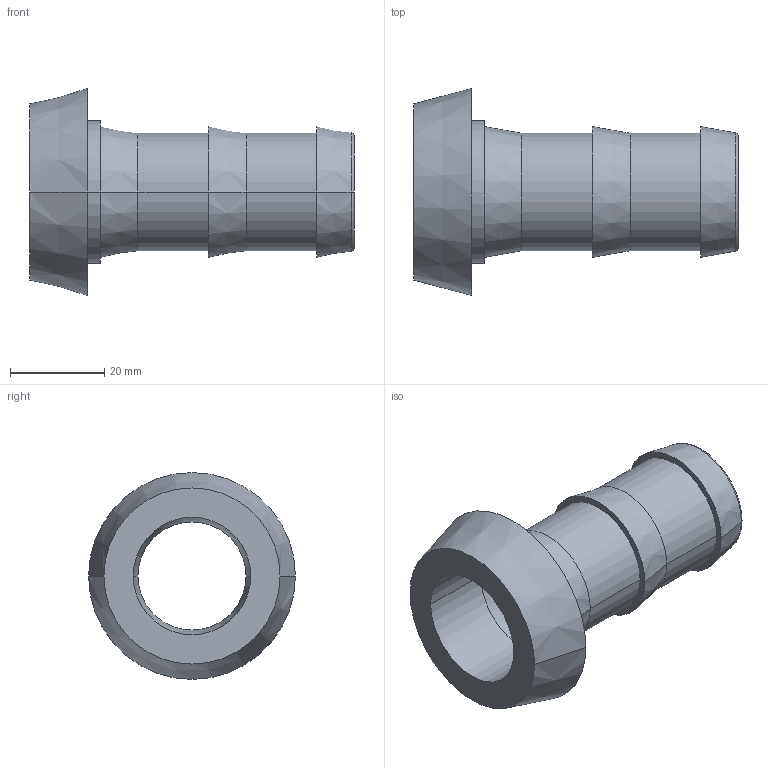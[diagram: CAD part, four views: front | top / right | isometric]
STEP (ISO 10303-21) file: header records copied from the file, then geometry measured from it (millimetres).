
FILE_DESCRIPTION (( 'STEP AP203' ), '1' );
FILE_NAME ('3D-M2052P_25_174261035.STEP', '2024-09-08T13:13:04', ( '' ), ( '' ), 'SwSTEP 2.0', 'SolidWorks 2024', '' );
FILE_SCHEMA (( 'CONFIG_CONTROL_DESIGN' ));
Length unit declared in the file: millimetre
Products named in the file (1): 3D-M2052P_25_174261035
Bounding box: 69 x 44 x 44 mm (x, y, z)
Volume: 15821.2 mm3; surface area: 13181.1 mm2
Topology: 1 solids, 1 shells, 28 faces, 56 edges, 34 vertices
Faces by surface type: cylinder 10, cone 10, plane 6, torus 2
Entity records: 817 total; most frequent: DIRECTION 150, CARTESIAN_POINT 119, ORIENTED_EDGE 112, AXIS2_PLACEMENT_3D 65, EDGE_CURVE 56, CIRCLE 36, VERTEX_POINT 34, EDGE_LOOP 34
